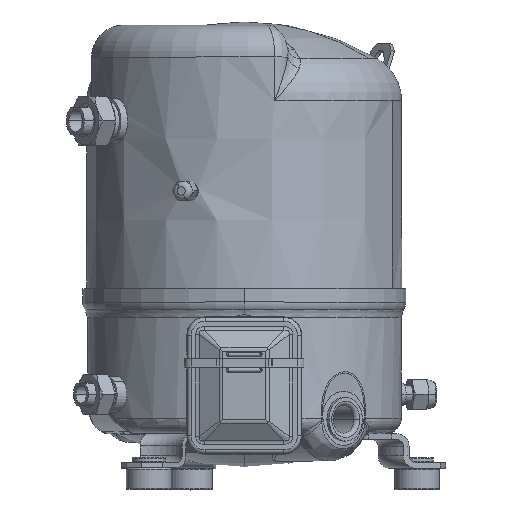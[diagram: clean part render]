
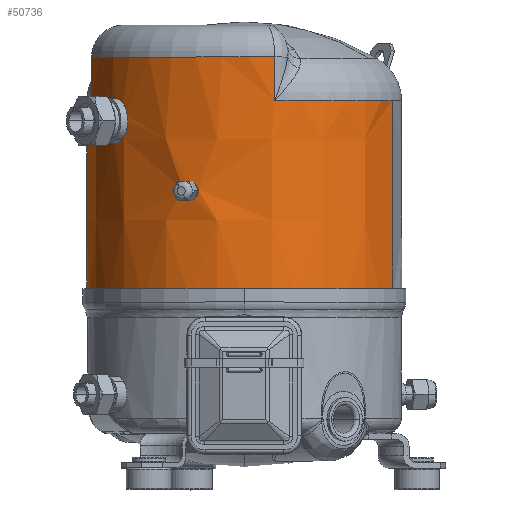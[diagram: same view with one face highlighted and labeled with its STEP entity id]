
A CAD part, top view. The second image highlights one B-rep face of the part: STEP entity #50736.
In plain terms, the highlighted conical face has half-angle 0.05 degrees and reference radius 112.124 mm.
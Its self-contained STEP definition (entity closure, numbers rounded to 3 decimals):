
#49683=DIRECTION('',(0.001,0.,-1.));
#49684=VECTOR('',#49683,143.469);
#49685=CARTESIAN_POINT('',(-112.2,0.,0.));
#49686=LINE('',#49685,#49684);
#49687=CARTESIAN_POINT('',(0.,0.,0.));
#49688=DIRECTION('',(0.,0.,-1.));
#49689=DIRECTION('',(1.,0.,0.));
#49690=AXIS2_PLACEMENT_3D('',#49687,#49688,#49689);
#49692=DIRECTION('',(-0.001,0.,-1.));
#49693=VECTOR('',#49692,143.469);
#49694=CARTESIAN_POINT('',(112.2,0.,0.));
#49695=LINE('',#49694,#49693);
#49696=CARTESIAN_POINT('',(54.147,-98.142,
-128.999));
#49697=CARTESIAN_POINT('',(54.147,-98.142,
-128.041));
#49698=CARTESIAN_POINT('',(54.353,-98.031,
-126.122));
#49699=CARTESIAN_POINT('',(55.256,-97.53,
-123.405));
#49700=CARTESIAN_POINT('',(56.697,-96.705,
-121.007));
#49701=CARTESIAN_POINT('',(58.575,-95.585,
-119.076));
#49702=CARTESIAN_POINT('',(60.76,-94.215,
-117.726));
#49703=CARTESIAN_POINT('',(63.111,-92.659,
-117.034));
#49704=CARTESIAN_POINT('',(65.486,-90.996,
-117.034));
#49705=CARTESIAN_POINT('',(67.752,-89.32,
-117.727));
#49706=CARTESIAN_POINT('',(69.786,-87.735,
-119.076));
#49707=CARTESIAN_POINT('',(71.482,-86.353,
-121.007));
#49708=CARTESIAN_POINT('',(72.749,-85.281,
-123.405));
#49709=CARTESIAN_POINT('',(73.53,-84.603,
-126.122));
#49710=CARTESIAN_POINT('',(73.704,-84.448,
-128.041));
#49711=CARTESIAN_POINT('',(73.704,-84.448,
-128.999));
#49713=CARTESIAN_POINT('',(73.704,-84.448,
-128.999));
#49714=CARTESIAN_POINT('',(73.703,-84.447,
-129.958));
#49715=CARTESIAN_POINT('',(73.527,-84.599,
-131.877));
#49716=CARTESIAN_POINT('',(72.744,-85.273,
-134.595));
#49717=CARTESIAN_POINT('',(71.474,-86.341,
-136.992));
#49718=CARTESIAN_POINT('',(69.776,-87.72,
-138.924));
#49719=CARTESIAN_POINT('',(67.741,-89.303,
-140.273));
#49720=CARTESIAN_POINT('',(65.474,-90.979,
-140.966));
#49721=CARTESIAN_POINT('',(63.099,-92.642,
-140.966));
#49722=CARTESIAN_POINT('',(60.749,-94.199,
-140.273));
#49723=CARTESIAN_POINT('',(58.565,-95.571,
-138.924));
#49724=CARTESIAN_POINT('',(56.689,-96.694,
-136.992));
#49725=CARTESIAN_POINT('',(55.251,-97.522,
-134.595));
#49726=CARTESIAN_POINT('',(54.35,-98.027,
-131.877));
#49727=CARTESIAN_POINT('',(54.146,-98.141,
-129.958));
#49728=CARTESIAN_POINT('',(54.147,-98.142,
-128.999));
#49730=CARTESIAN_POINT('',(-5.775,-111.982,-79.));
#49731=CARTESIAN_POINT('',(-5.775,-111.983,-78.451));
#49732=CARTESIAN_POINT('',(-5.617,-111.992,
-77.352));
#49733=CARTESIAN_POINT('',(-4.925,-112.027,
-75.836));
#49734=CARTESIAN_POINT('',(-3.834,-112.072,
-74.576));
#49735=CARTESIAN_POINT('',(-2.431,-112.113,
-73.675));
#49736=CARTESIAN_POINT('',(-0.833,-112.137,
-73.206));
#49737=CARTESIAN_POINT('',(0.833,-112.137,
-73.206));
#49738=CARTESIAN_POINT('',(2.431,-112.113,
-73.675));
#49739=CARTESIAN_POINT('',(3.834,-112.072,
-74.576));
#49740=CARTESIAN_POINT('',(4.925,-112.027,
-75.836));
#49741=CARTESIAN_POINT('',(5.617,-111.992,
-77.352));
#49742=CARTESIAN_POINT('',(5.775,-111.983,-78.451));
#49743=CARTESIAN_POINT('',(5.775,-111.982,-79.));
#49745=CARTESIAN_POINT('',(5.775,-111.982,-79.));
#49746=CARTESIAN_POINT('',(5.775,-111.982,-79.504));
#49747=CARTESIAN_POINT('',(5.642,-111.988,
-80.511));
#49748=CARTESIAN_POINT('',(5.059,-112.015,
-81.921));
#49749=CARTESIAN_POINT('',(4.13,-112.053,
-83.131));
#49750=CARTESIAN_POINT('',(2.92,-112.091,
-84.059));
#49751=CARTESIAN_POINT('',(1.512,-112.119,
-84.642));
#49752=CARTESIAN_POINT('',(0.,-112.13,
-84.841));
#49753=CARTESIAN_POINT('',(-1.512,-112.119,
-84.642));
#49754=CARTESIAN_POINT('',(-2.92,-112.091,
-84.059));
#49755=CARTESIAN_POINT('',(-4.13,-112.053,
-83.131));
#49756=CARTESIAN_POINT('',(-5.059,-112.015,
-81.921));
#49757=CARTESIAN_POINT('',(-5.642,-111.988,
-80.512));
#49758=CARTESIAN_POINT('',(-5.775,-111.982,-79.504));
#49759=CARTESIAN_POINT('',(-5.775,-111.982,-79.));
#49761=DIRECTION('',(-0.001,0.,-1.));
#49762=VECTOR('',#49761,31.009);
#49763=CARTESIAN_POINT('',(93.038,-62.488,
-143.469));
#49764=LINE('',#49763,#49762);
#49765=CARTESIAN_POINT('',(93.038,-62.488,
-143.469));
#49783=CARTESIAN_POINT('',(0.,0.,-143.469));
#49784=DIRECTION('',(0.,0.,1.));
#49785=DIRECTION('',(0.83,-0.558,0.));
#49786=AXIS2_PLACEMENT_3D('',#49783,#49784,#49785);
#49793=CARTESIAN_POINT('',(0.,0.,-143.469));
#49794=DIRECTION('',(0.,0.,1.));
#49795=DIRECTION('',(-1.,0.,0.));
#49796=AXIS2_PLACEMENT_3D('',#49793,#49794,#49795);
#49805=CARTESIAN_POINT('',(-57.912,-95.953,
-143.469));
#49821=DIRECTION('',(-0.001,-0.001,1.));
#49822=VECTOR('',#49821,31.009);
#49823=CARTESIAN_POINT('',(-57.895,-95.932,
-174.478));
#49824=LINE('',#49823,#49822);
#49840=CARTESIAN_POINT('',(-57.895,-95.932,
-174.478));
#50035=CARTESIAN_POINT('',(93.013,-62.476,
-174.478));
#50136=CARTESIAN_POINT('',(0.,0.,-174.478));
#50137=DIRECTION('',(0.,0.,1.));
#50138=DIRECTION('',(-0.517,-0.856,0.));
#50139=AXIS2_PLACEMENT_3D('',#50136,#50137,#50138);
#50579=CARTESIAN_POINT('',(-5.775,-111.982,-79.));
#50581=VERTEX_POINT('',#50579);
#50583=CARTESIAN_POINT('',(5.775,-111.982,-79.));
#50585=VERTEX_POINT('',#50583);
#50587=CARTESIAN_POINT('',(54.147,-98.142,
-128.999));
#50589=VERTEX_POINT('',#50587);
#50591=CARTESIAN_POINT('',(73.704,-84.448,
-128.999));
#50593=VERTEX_POINT('',#50591);
#50595=CARTESIAN_POINT('',(112.2,0.,0.));
#50596=CARTESIAN_POINT('',(112.075,0.,-143.469));
#50597=VERTEX_POINT('',#50595);
#50598=VERTEX_POINT('',#50596);
#50603=CARTESIAN_POINT('',(-112.2,0.,0.));
#50604=CARTESIAN_POINT('',(-112.075,0.,-143.469));
#50605=VERTEX_POINT('',#50603);
#50606=VERTEX_POINT('',#50604);
#50623=VERTEX_POINT('',#50035);
#50626=VERTEX_POINT('',#49840);
#50628=VERTEX_POINT('',#49805);
#50646=VERTEX_POINT('',#49765);
#50704=CARTESIAN_POINT('',(0.,0.,-87.239));
#50705=DIRECTION('',(0.,0.,1.));
#50706=DIRECTION('',(-1.,0.,0.));
#50707=AXIS2_PLACEMENT_3D('',#50704,#50705,#50706);
#50708=CONICAL_SURFACE('',#50707,112.124,0.05);
#50710=ORIENTED_EDGE('',*,*,#50709,.T.);
#50712=ORIENTED_EDGE('',*,*,#50711,.F.);
#50714=ORIENTED_EDGE('',*,*,#50713,.T.);
#50716=ORIENTED_EDGE('',*,*,#50715,.F.);
#50717=ORIENTED_EDGE('',*,*,#50697,.F.);
#50718=ORIENTED_EDGE('',*,*,#50678,.F.);
#50719=ORIENTED_EDGE('',*,*,#50694,.T.);
#50721=ORIENTED_EDGE('',*,*,#50720,.F.);
#50722=EDGE_LOOP('',(#50710,#50712,#50714,#50716,#50717,#50718,#50719,#50721));
#50723=FACE_OUTER_BOUND('',#50722,.F.);
#50725=ORIENTED_EDGE('',*,*,#50724,.F.);
#50727=ORIENTED_EDGE('',*,*,#50726,.F.);
#50728=EDGE_LOOP('',(#50725,#50727));
#50729=FACE_BOUND('',#50728,.F.);
#50731=ORIENTED_EDGE('',*,*,#50730,.F.);
#50733=ORIENTED_EDGE('',*,*,#50732,.F.);
#50734=EDGE_LOOP('',(#50731,#50733));
#50735=FACE_BOUND('',#50734,.F.);
#50736=ADVANCED_FACE('',(#50723,#50729,#50735),#50708,.T.);
#49691=CIRCLE('',#49690,112.2);
#49712=B_SPLINE_CURVE_WITH_KNOTS('',3,(#49696,#49697,#49698,#49699,#49700,
#49701,#49702,#49703,#49704,#49705,#49706,#49707,#49708,#49709,#49710,#49711),
.UNSPECIFIED.,.F.,.F.,(4,1,1,1,1,1,1,1,1,1,1,1,1,4),(0.,0.077,
0.154,0.231,0.308,0.385,
0.462,0.538,0.615,0.692,
0.769,0.846,0.923,1.),.UNSPECIFIED.);
#49729=B_SPLINE_CURVE_WITH_KNOTS('',3,(#49713,#49714,#49715,#49716,#49717,
#49718,#49719,#49720,#49721,#49722,#49723,#49724,#49725,#49726,#49727,#49728),
.UNSPECIFIED.,.F.,.F.,(4,1,1,1,1,1,1,1,1,1,1,1,1,4),(0.,0.077,
0.154,0.231,0.308,0.385,
0.462,0.538,0.615,0.692,
0.769,0.846,0.923,1.),.UNSPECIFIED.);
#49744=B_SPLINE_CURVE_WITH_KNOTS('',3,(#49730,#49731,#49732,#49733,#49734,
#49735,#49736,#49737,#49738,#49739,#49740,#49741,#49742,#49743),.UNSPECIFIED.,
.F.,.F.,(4,1,1,1,1,1,1,1,1,1,1,4),(0.,0.091,0.182,
0.273,0.364,0.455,0.545,
0.636,0.727,0.818,0.909,1.),
.UNSPECIFIED.);
#49760=B_SPLINE_CURVE_WITH_KNOTS('',3,(#49745,#49746,#49747,#49748,#49749,
#49750,#49751,#49752,#49753,#49754,#49755,#49756,#49757,#49758,#49759),
.UNSPECIFIED.,.F.,.F.,(4,1,1,1,1,1,1,1,1,1,1,1,4),(0.,0.083,
0.167,0.25,0.333,0.417,0.5,
0.583,0.667,0.75,0.833,0.917,
1.),.UNSPECIFIED.);
#49787=CIRCLE('',#49786,112.075);
#49797=CIRCLE('',#49796,112.075);
#50140=CIRCLE('',#50139,112.048);
#50678=EDGE_CURVE('',#50597,#50605,#49691,.T.);
#50694=EDGE_CURVE('',#50597,#50598,#49695,.T.);
#50697=EDGE_CURVE('',#50605,#50606,#49686,.T.);
#50709=EDGE_CURVE('',#50646,#50623,#49764,.T.);
#50711=EDGE_CURVE('',#50626,#50623,#50140,.T.);
#50713=EDGE_CURVE('',#50626,#50628,#49824,.T.);
#50715=EDGE_CURVE('',#50606,#50628,#49797,.T.);
#50720=EDGE_CURVE('',#50646,#50598,#49787,.T.);
#50724=EDGE_CURVE('',#50589,#50593,#49712,.T.);
#50726=EDGE_CURVE('',#50593,#50589,#49729,.T.);
#50730=EDGE_CURVE('',#50581,#50585,#49744,.T.);
#50732=EDGE_CURVE('',#50585,#50581,#49760,.T.);
